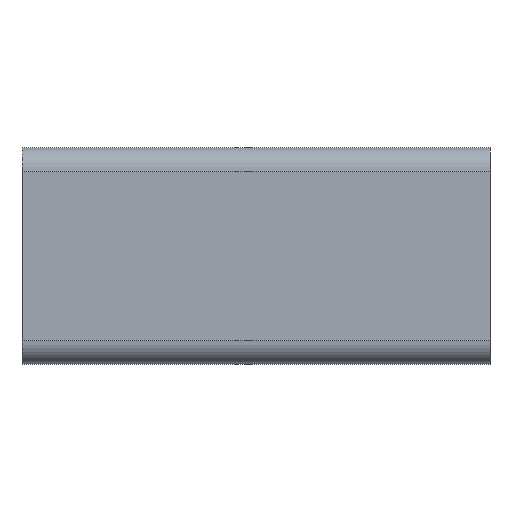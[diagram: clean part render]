
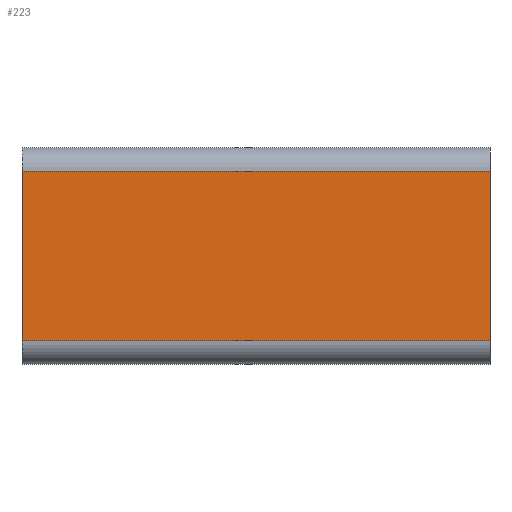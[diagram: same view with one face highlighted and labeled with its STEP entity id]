
A CAD part, top view. The second image highlights one B-rep face of the part: STEP entity #223.
In plain terms, the highlighted planar face has unit normal (0, 0, 1).
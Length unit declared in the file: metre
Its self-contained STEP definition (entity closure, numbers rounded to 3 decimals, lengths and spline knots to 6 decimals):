
#12=PLANE('',#253);
#18=LINE('',#371,#32);
#19=LINE('',#373,#33);
#20=LINE('',#376,#34);
#21=LINE('',#377,#35);
#32=VECTOR('',#294,1.);
#33=VECTOR('',#297,1.);
#34=VECTOR('',#298,1.);
#35=VECTOR('',#299,1.);
#52=ORIENTED_EDGE('',*,*,#115,.F.);
#53=ORIENTED_EDGE('',*,*,#116,.T.);
#54=ORIENTED_EDGE('',*,*,#114,.T.);
#55=ORIENTED_EDGE('',*,*,#117,.F.);
#114=EDGE_CURVE('',#144,#145,#18,.T.);
#115=EDGE_CURVE('',#146,#147,#19,.T.);
#116=EDGE_CURVE('',#146,#144,#20,.T.);
#117=EDGE_CURVE('',#147,#145,#21,.T.);
#144=VERTEX_POINT('',#368);
#145=VERTEX_POINT('',#370);
#146=VERTEX_POINT('',#374);
#147=VERTEX_POINT('',#375);
#182=EDGE_LOOP('',(#52,#53,#54,#55));
#198=FACE_BOUND('',#182,.T.);
#223=ADVANCED_FACE('',(#198),#12,.T.);
#253=AXIS2_PLACEMENT_3D('',#372,#295,#296);
#294=DIRECTION('',(-1.,0.,0.));
#295=DIRECTION('',(0.,0.,1.));
#296=DIRECTION('',(1.,0.,0.));
#297=DIRECTION('',(-1.,0.,0.));
#298=DIRECTION('',(0.,1.,0.));
#299=DIRECTION('',(0.,1.,0.));
#368=CARTESIAN_POINT('',(0.0575,0.0416,0.0058));
#370=CARTESIAN_POINT('',(-0.0575,0.0416,0.0058));
#371=CARTESIAN_POINT('',(0.057602,0.0416,0.0058));
#372=CARTESIAN_POINT('',(0.057602,0.0208,0.0058));
#373=CARTESIAN_POINT('',(0.057602,0.,0.0058));
#374=CARTESIAN_POINT('',(0.0575,0.,0.0058));
#375=CARTESIAN_POINT('',(-0.0575,0.,0.0058));
#376=CARTESIAN_POINT('',(0.0575,0.0208,0.0058));
#377=CARTESIAN_POINT('',(-0.0575,0.0208,0.0058));
